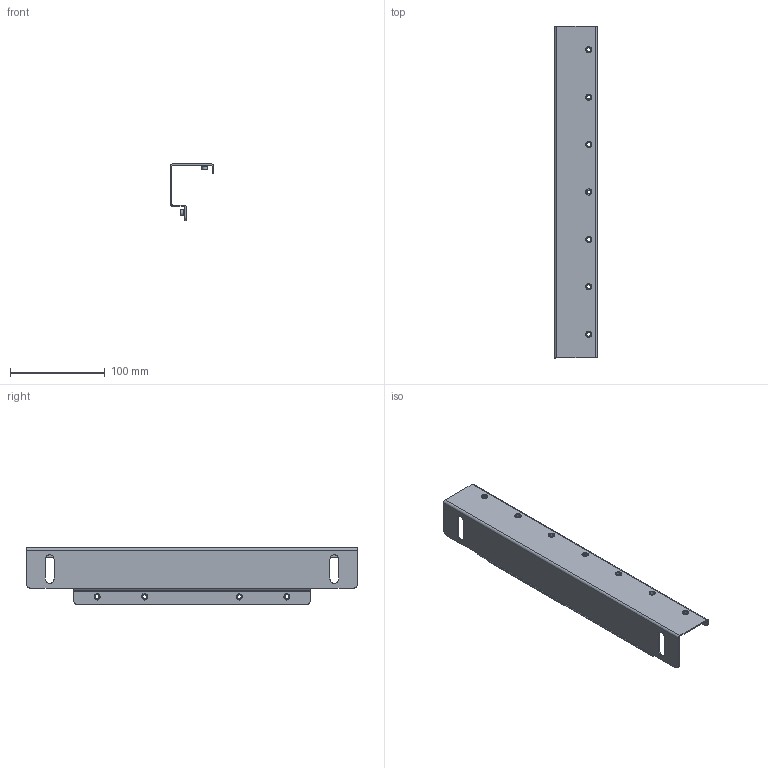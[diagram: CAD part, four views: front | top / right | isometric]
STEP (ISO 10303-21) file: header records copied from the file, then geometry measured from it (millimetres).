
FILE_DESCRIPTION (( 'STEP AP203' ), '1' );
FILE_NAME ('TI-00D-ST-040 TITAN Ñòîéêà âåðò. 400 äëÿ ïàíåëåé ËÃ_ËÌÀ (2øò_êîìïë) IEK.STEP', '2024-02-05T08:54:07', ( '' ), ( '' ), 'SwSTEP 2.0', 'SolidWorks 2022', '' );
FILE_SCHEMA (( 'CONFIG_CONTROL_DESIGN' ));
Length unit declared in the file: millimetre
Products named in the file (3): Заклёпка резьбовая умен бортик_M4 (вытянутая на 1,4 мм); TI-00D-ST-040 TITAN Стойка верт. 400 для панелей ЛГ_ЛМА (2шт_компл) IEK; КИВА 240.10.01-03_-04 (H400)
Assembly tree (12 placements, depth 2):
  TI-00D-ST-040 TITAN Стойка верт. 400 для панелей ЛГ_ЛМА (2шт_компл) IEK
    КИВА 240.10.01-03_-04 (H400)
    Заклёпка резьбовая умен бортик_M4 (вытянутая на 1,4 мм)  x11
Bounding box: 45 x 350 x 60.6 mm (x, y, z)
Volume: 56654.9 mm3; surface area: 83906.4 mm2
Topology: 12 solids, 12 shells, 238 faces, 521 edges, 318 vertices
Faces by surface type: cylinder 130, plane 64, cone 22, torus 22
Entity records: 3326 total; most frequent: DIRECTION 531, CARTESIAN_POINT 462, ORIENTED_EDGE 442, EDGE_CURVE 221, AXIS2_PLACEMENT_3D 207, VERTEX_POINT 138, VECTOR 117, LINE 117
